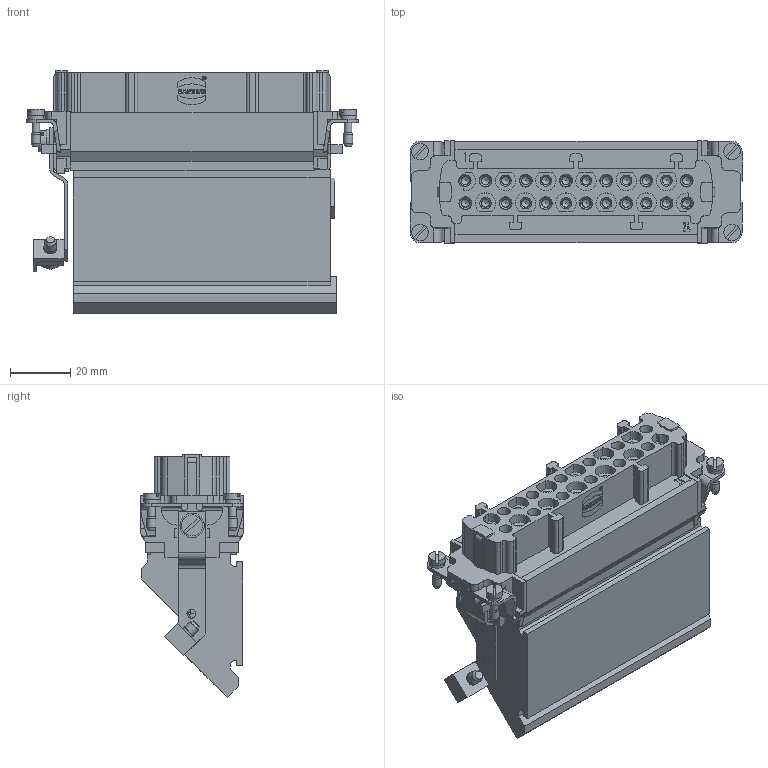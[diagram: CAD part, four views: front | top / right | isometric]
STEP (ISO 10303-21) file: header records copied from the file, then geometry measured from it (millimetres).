
FILE_DESCRIPTION(/* description */ (''),/* implementation_level */ '2;1');
FILE_NAME(/* name */ '100095055ugm000_b.stp',/* time_stamp */ '2019-08-20T08:02:07+02:00',/* author */ (''),/* organization */ (''),/* preprocessor_version */ 'ST-DEVELOPER v16.7',/* originating_system */ 'SIEMENS PLM Software NX 12.0',/* authorisation */ '');
FILE_SCHEMA (('AUTOMOTIVE_DESIGN { 1 0 10303 214 3 1 1 1 }'));
Length unit declared in the file: millimetre
Products named in the file (1): 100095055ugm000_b
Bounding box: 110.6 x 34 x 80.94 mm (x, y, z)
Volume: 154886.9 mm3; surface area: 38319.3 mm2
Topology: 1 solids, 6 shells, 1378 faces, 3886 edges, 2828 vertices
Faces by surface type: plane 983, cylinder 243, cone 93, extrusion 35, bspline 24
Full cylindrical faces by diameter (mm): 1.025 x1, 1.211 x1, 2.3 x2, 2.45 x2, 2.5 x4, 2.8 x24, 2.925 x1, 3 x5, 3.05 x24, 3.242 x1, 3.5 x24, 4 x1, 4.35 x1, 5 x4, 5.5 x4, 7 x2, 8.1 x1
Entity records: 53913 total; most frequent: CARTESIAN_POINT 9578, ORIENTED_EDGE 6736, DIRECTION 6716, EDGE_CURVE 3368, VECTOR 2722, LINE 2687, VERTEX_POINT 2347, AXIS2_PLACEMENT_3D 1997
